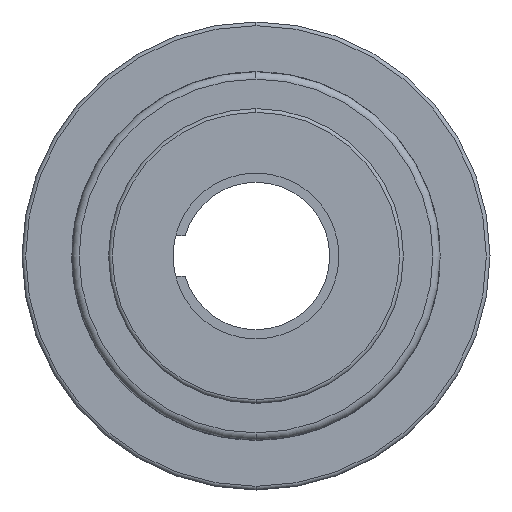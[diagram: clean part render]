
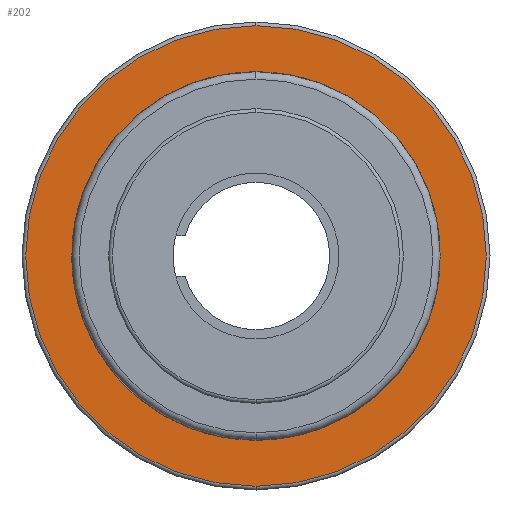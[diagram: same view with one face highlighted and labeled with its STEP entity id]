
A CAD part, left-side view. The second image highlights one B-rep face of the part: STEP entity #202.
In plain terms, the highlighted planar face has unit normal (-1, 0, 0).
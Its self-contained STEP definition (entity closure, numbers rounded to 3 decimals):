
#202=ADVANCED_FACE('',(#614,#615),#616,.T.);
#614=FACE_OUTER_BOUND('',#1106,.T.);
#615=FACE_BOUND('',#1107,.T.);
#616=PLANE('',#1108);
#1106=EDGE_LOOP('',(#2543,#2544,#2545));
#1107=EDGE_LOOP('',(#2546,#2547,#2548));
#1108=AXIS2_PLACEMENT_3D('',#2549,#2550,#2551);
#2543=ORIENTED_EDGE('',*,*,#3208,.F.);
#2544=ORIENTED_EDGE('',*,*,#3207,.F.);
#2545=ORIENTED_EDGE('',*,*,#3592,.F.);
#2546=ORIENTED_EDGE('',*,*,#3593,.T.);
#2547=ORIENTED_EDGE('',*,*,#3158,.T.);
#2548=ORIENTED_EDGE('',*,*,#3594,.T.);
#2549=CARTESIAN_POINT('',(172.0,62.5,0.0));
#2550=DIRECTION('',(-1.0,-0.0,0.0));
#2551=DIRECTION('',(0.0,-1.0,-0.0));
#3158=EDGE_CURVE('',#3770,#3774,#3776,.T.);
#3207=EDGE_CURVE('',#3870,#3873,#3874,.T.);
#3208=EDGE_CURVE('',#3873,#3875,#3876,.T.);
#3592=EDGE_CURVE('',#3875,#3870,#4520,.T.);
#3593=EDGE_CURVE('',#4521,#3770,#4522,.T.);
#3594=EDGE_CURVE('',#3774,#4521,#4523,.T.);
#3770=VERTEX_POINT('',#4814);
#3774=VERTEX_POINT('',#4819);
#3776=CIRCLE('',#4822,100.0);
#3870=VERTEX_POINT('',#5082);
#3873=VERTEX_POINT('',#5085);
#3874=CIRCLE('',#5086,125.0);
#3875=VERTEX_POINT('',#5087);
#3876=CIRCLE('',#5088,125.0);
#4520=CIRCLE('',#6002,125.0);
#4521=VERTEX_POINT('',#6003);
#4522=CIRCLE('',#6004,100.0);
#4523=CIRCLE('',#6005,100.0);
#4814=CARTESIAN_POINT('',(172.0,100.0,0.));
#4819=CARTESIAN_POINT('',(172.0,-100.0,0.));
#4822=AXIS2_PLACEMENT_3D('',#6932,#6933,#6934);
#5082=CARTESIAN_POINT('',(172.0,0.,-125.0));
#5085=CARTESIAN_POINT('',(172.0,125.0,0.0));
#5086=AXIS2_PLACEMENT_3D('',#7037,#7038,#7039);
#5087=CARTESIAN_POINT('',(172.0,0.,125.0));
#5088=AXIS2_PLACEMENT_3D('',#7040,#7041,#7042);
#6002=AXIS2_PLACEMENT_3D('',#7775,#7776,#7777);
#6003=CARTESIAN_POINT('',(172.0,70.711,-70.711));
#6004=AXIS2_PLACEMENT_3D('',#7778,#7779,#7780);
#6005=AXIS2_PLACEMENT_3D('',#7781,#7782,#7783);
#6932=CARTESIAN_POINT('',(172.0,0.0,0.0));
#6933=DIRECTION('',(1.0,0.0,0.0));
#6934=DIRECTION('',(0.0,0.707,-0.707));
#7037=CARTESIAN_POINT('',(172.0,0.0,0.0));
#7038=DIRECTION('',(1.0,0.0,0.0));
#7039=DIRECTION('',(0.0,1.0,0.0));
#7040=CARTESIAN_POINT('',(172.0,0.0,0.0));
#7041=DIRECTION('',(1.0,0.0,0.0));
#7042=DIRECTION('',(0.0,1.0,0.0));
#7775=CARTESIAN_POINT('',(172.0,0.0,0.0));
#7776=DIRECTION('',(1.0,0.0,0.0));
#7777=DIRECTION('',(0.0,1.0,0.0));
#7778=CARTESIAN_POINT('',(172.0,0.0,0.0));
#7779=DIRECTION('',(1.0,0.0,0.0));
#7780=DIRECTION('',(0.0,0.707,-0.707));
#7781=CARTESIAN_POINT('',(172.0,0.0,0.0));
#7782=DIRECTION('',(1.0,0.0,0.0));
#7783=DIRECTION('',(0.0,0.707,-0.707));
